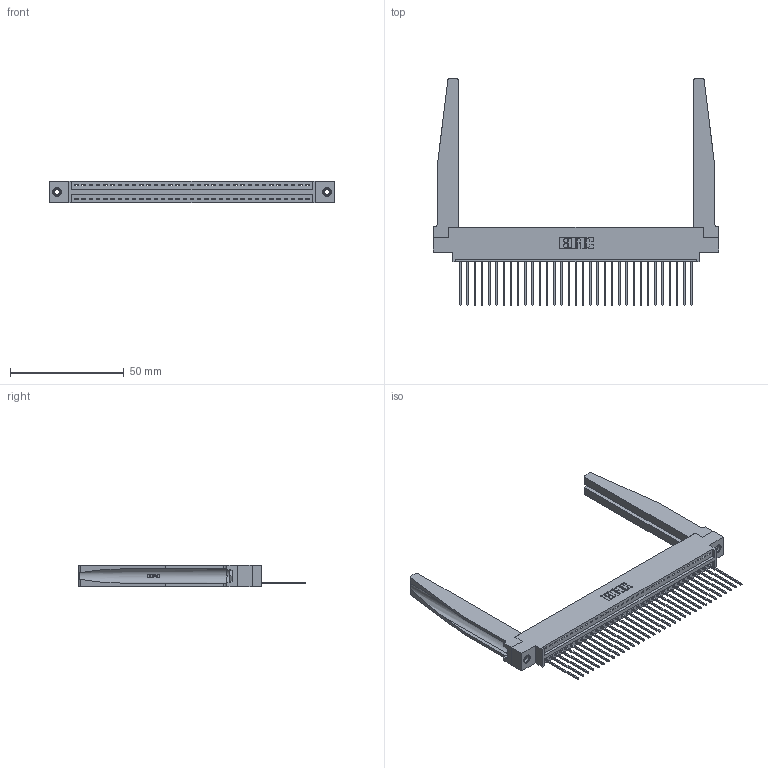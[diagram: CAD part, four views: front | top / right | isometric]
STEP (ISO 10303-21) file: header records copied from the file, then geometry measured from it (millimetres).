
FILE_DESCRIPTION (( 'STEP AP203' ), '1' );
FILE_NAME ('396-033-541-678.STEP', '2019-10-27T15:22:25', ( '' ), ( '' ), 'SwSTEP 2.0', 'SolidWorks 2016', '' );
FILE_SCHEMA (( 'CONFIG_CONTROL_DESIGN' ));
Length unit declared in the file: inch
Products named in the file (5): 396-033-541-678; 346-220-078_345-220-078; 345-250-001_345-250-001-102; 345-292-001_345-293-141; 346 Part_0.170 Offset - 0.156 Dia-TH
Assembly tree (38 placements, depth 2):
  396-033-541-678
    346 Part_0.170 Offset - 0.156 Dia-TH
    345-292-001_345-293-141  x33
    346-220-078_345-220-078  x2
    345-250-001_345-250-001-102  x2
Bounding box: 125.35 x 99.57 x 9.4 mm (x, y, z)
Volume: 18799.8 mm3; surface area: 22116 mm2
Topology: 38 solids, 38 shells, 2274 faces, 6757 edges, 4450 vertices
Faces by surface type: plane 1542, cylinder 680, bspline 36, cone 12, torus 4
Entity records: 26590 total; most frequent: CARTESIAN_POINT 5474, ORIENTED_EDGE 4330, DIRECTION 3825, EDGE_CURVE 2165, VECTOR 1807, LINE 1807, VERTEX_POINT 1436, AXIS2_PLACEMENT_3D 1009
